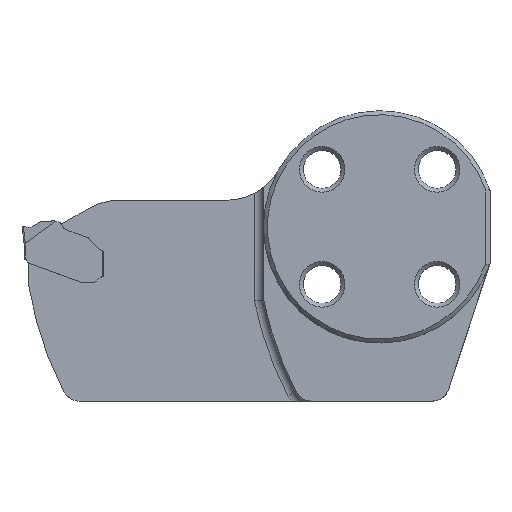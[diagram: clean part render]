
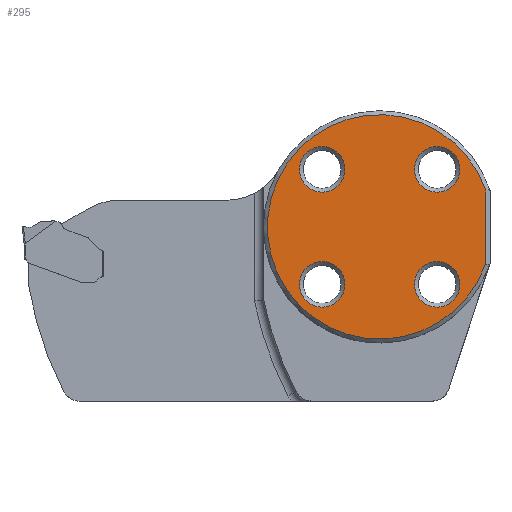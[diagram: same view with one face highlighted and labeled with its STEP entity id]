
A CAD part, top view. The second image highlights one B-rep face of the part: STEP entity #295.
In plain terms, the highlighted planar face has unit normal (0, 0, 1).
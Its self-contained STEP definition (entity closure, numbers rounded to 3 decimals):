
#183=FACE_BOUND('',#521,.T.);
#184=FACE_BOUND('',#522,.T.);
#185=FACE_BOUND('',#523,.T.);
#186=FACE_BOUND('',#524,.T.);
#187=FACE_BOUND('',#525,.T.);
#253=CIRCLE('',#2005,3.925);
#254=CIRCLE('',#2006,3.925);
#255=CIRCLE('',#2007,3.925);
#256=CIRCLE('',#2008,3.925);
#257=CIRCLE('',#2009,19.325);
#295=ADVANCED_FACE('',(#183,#184,#185,#186,#187),#395,.F.);
#395=PLANE('',#2010);
#521=EDGE_LOOP('',(#761));
#522=EDGE_LOOP('',(#762));
#523=EDGE_LOOP('',(#763));
#524=EDGE_LOOP('',(#764));
#525=EDGE_LOOP('',(#765,#766));
#761=ORIENTED_EDGE('',*,*,#1433,.F.);
#762=ORIENTED_EDGE('',*,*,#1434,.T.);
#763=ORIENTED_EDGE('',*,*,#1435,.T.);
#764=ORIENTED_EDGE('',*,*,#1436,.F.);
#765=ORIENTED_EDGE('',*,*,#1437,.F.);
#766=ORIENTED_EDGE('',*,*,#1438,.F.);
#1253=VERTEX_POINT('',#2915);
#1254=VERTEX_POINT('',#2917);
#1255=VERTEX_POINT('',#2919);
#1256=VERTEX_POINT('',#2921);
#1257=VERTEX_POINT('',#2923);
#1258=VERTEX_POINT('',#2924);
#1433=EDGE_CURVE('',#1253,#1253,#253,.T.);
#1434=EDGE_CURVE('',#1254,#1254,#254,.T.);
#1435=EDGE_CURVE('',#1255,#1255,#255,.T.);
#1436=EDGE_CURVE('',#1256,#1256,#256,.T.);
#1437=EDGE_CURVE('',#1257,#1258,#1644,.T.);
#1438=EDGE_CURVE('',#1258,#1257,#257,.T.);
#1644=LINE('',#2922,#1776);
#1776=VECTOR('',#2278,1.);
#2005=AXIS2_PLACEMENT_3D('',#2914,#2270,#2271);
#2006=AXIS2_PLACEMENT_3D('',#2916,#2272,#2273);
#2007=AXIS2_PLACEMENT_3D('',#2918,#2274,#2275);
#2008=AXIS2_PLACEMENT_3D('',#2920,#2276,#2277);
#2009=AXIS2_PLACEMENT_3D('',#2925,#2279,#2280);
#2010=AXIS2_PLACEMENT_3D('',#2926,#2281,#2282);
#2270=DIRECTION('',(0.,0.,1.));
#2271=DIRECTION('',(-1.,0.,0.));
#2272=DIRECTION('',(0.,0.,-1.));
#2273=DIRECTION('',(-1.,0.,0.));
#2274=DIRECTION('',(0.,0.,-1.));
#2275=DIRECTION('',(-1.,0.,0.));
#2276=DIRECTION('',(0.,0.,1.));
#2277=DIRECTION('',(-1.,0.,0.));
#2278=DIRECTION('',(0.,-1.,0.));
#2279=DIRECTION('',(0.,0.,-1.));
#2280=DIRECTION('',(-1.,0.,0.));
#2281=DIRECTION('',(0.,0.,-1.));
#2282=DIRECTION('',(-1.,0.,0.));
#2914=CARTESIAN_POINT('',(-9.899,9.899,0.));
#2915=CARTESIAN_POINT('',(-13.824,9.899,0.));
#2916=CARTESIAN_POINT('',(-9.899,-9.899,0.));
#2917=CARTESIAN_POINT('',(-13.824,-9.899,0.));
#2918=CARTESIAN_POINT('',(9.899,9.899,0.));
#2919=CARTESIAN_POINT('',(5.974,9.899,0.));
#2920=CARTESIAN_POINT('',(9.899,-9.899,0.));
#2921=CARTESIAN_POINT('',(5.974,-9.899,0.));
#2922=CARTESIAN_POINT('',(18.25,0.,0.));
#2923=CARTESIAN_POINT('',(18.25,6.356,0.));
#2924=CARTESIAN_POINT('',(18.25,-6.356,0.));
#2925=CARTESIAN_POINT('',(0.,0.,0.));
#2926=CARTESIAN_POINT('',(0.,0.,0.));
